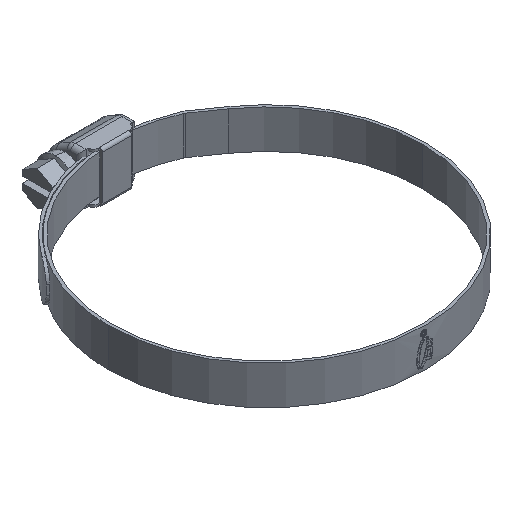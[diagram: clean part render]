
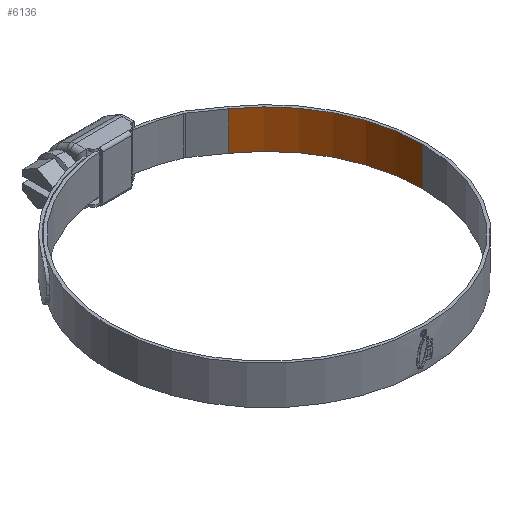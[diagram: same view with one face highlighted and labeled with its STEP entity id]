
A CAD part, isometric view. The second image highlights one B-rep face of the part: STEP entity #6136.
In plain terms, the highlighted cylindrical face has radius 32 mm (diameter 64 mm), a partial arc.
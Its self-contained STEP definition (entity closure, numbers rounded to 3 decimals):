
#277 = DIRECTION ( 'NONE',  ( 0., 0., -1. ) ) ;
#330 = FACE_OUTER_BOUND ( 'NONE', #3655, .T. ) ;
#351 = CARTESIAN_POINT ( 'NONE',  ( 32., 0., -3.96 ) ) ;
#443 = DIRECTION ( 'NONE',  ( 0., 0., 1. ) ) ;
#750 = LINE ( 'NONE', #3043, #2846 ) ;
#1138 = CARTESIAN_POINT ( 'NONE',  ( 0., 0., -3.96 ) ) ;
#1141 = CARTESIAN_POINT ( 'NONE',  ( 32., 0., 3.96 ) ) ;
#1249 = ORIENTED_EDGE ( 'NONE', *, *, #1393, .T. ) ;
#1393 = EDGE_CURVE ( 'NONE', #6478, #3201, #750, .T. ) ;
#1454 = VERTEX_POINT ( 'NONE', #6876 ) ;
#1495 = DIRECTION ( 'NONE',  ( 1., 0., 0. ) ) ;
#1532 = VERTEX_POINT ( 'NONE', #351 ) ;
#1604 = AXIS2_PLACEMENT_3D ( 'NONE', #1945, #6414, #6279 ) ;
#1691 = CIRCLE ( 'NONE', #4798, 32. ) ;
#1713 = DIRECTION ( 'NONE',  ( 0., 0., 1. ) ) ;
#1945 = CARTESIAN_POINT ( 'NONE',  ( 0., 0., 3.96 ) ) ;
#2846 = VECTOR ( 'NONE', #277, 1000. ) ;
#3043 = CARTESIAN_POINT ( 'NONE',  ( 18.354, 26.213, 3.96 ) ) ;
#3201 = VERTEX_POINT ( 'NONE', #3935 ) ;
#3333 = ORIENTED_EDGE ( 'NONE', *, *, #3862, .F. ) ;
#3398 = EDGE_CURVE ( 'NONE', #1454, #6478, #1691, .T. ) ;
#3655 = EDGE_LOOP ( 'NONE', ( #3333, #4834, #1249, #6199 ) ) ;
#3862 = EDGE_CURVE ( 'NONE', #1454, #1532, #6033, .T. ) ;
#3935 = CARTESIAN_POINT ( 'NONE',  ( 18.354, 26.213, -3.96 ) ) ;
#4491 = DIRECTION ( 'NONE',  ( 1., 0., 0. ) ) ;
#4697 = EDGE_CURVE ( 'NONE', #1532, #3201, #5162, .T. ) ;
#4760 = CYLINDRICAL_SURFACE ( 'NONE', #1604, 32. ) ;
#4786 = CARTESIAN_POINT ( 'NONE',  ( 18.354, 26.213, 3.96 ) ) ;
#4798 = AXIS2_PLACEMENT_3D ( 'NONE', #5369, #443, #1495 ) ;
#4834 = ORIENTED_EDGE ( 'NONE', *, *, #3398, .T. ) ;
#4995 = DIRECTION ( 'NONE',  ( 0., 0., -1. ) ) ;
#5162 = CIRCLE ( 'NONE', #6070, 32. ) ;
#5369 = CARTESIAN_POINT ( 'NONE',  ( 0., 0., 3.96 ) ) ;
#6033 = LINE ( 'NONE', #1141, #6188 ) ;
#6070 = AXIS2_PLACEMENT_3D ( 'NONE', #1138, #1713, #4491 ) ;
#6136 = ADVANCED_FACE ( 'NONE', ( #330 ), #4760, .F. ) ;
#6188 = VECTOR ( 'NONE', #4995, 1000. ) ;
#6199 = ORIENTED_EDGE ( 'NONE', *, *, #4697, .F. ) ;
#6279 = DIRECTION ( 'NONE',  ( -1., 0., 0. ) ) ;
#6414 = DIRECTION ( 'NONE',  ( 0., 0., -1. ) ) ;
#6478 = VERTEX_POINT ( 'NONE', #4786 ) ;
#6876 = CARTESIAN_POINT ( 'NONE',  ( 32., 0., 3.96 ) ) ;
